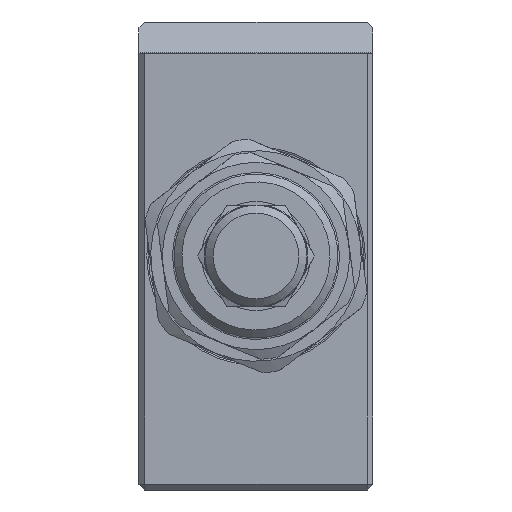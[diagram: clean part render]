
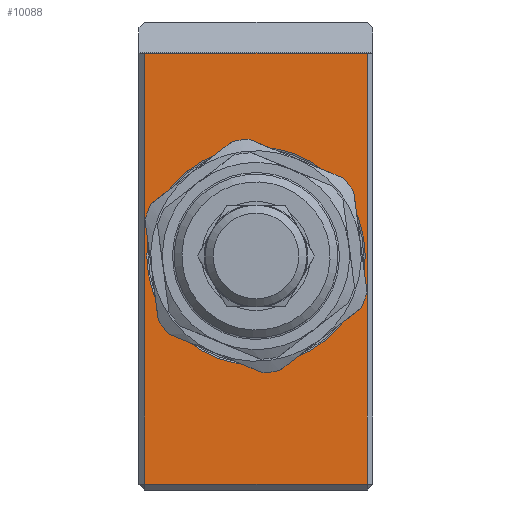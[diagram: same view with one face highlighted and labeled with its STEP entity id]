
A CAD part, left-side view. The second image highlights one B-rep face of the part: STEP entity #10088.
In plain terms, the highlighted planar face has unit normal (-1, 0, 0).
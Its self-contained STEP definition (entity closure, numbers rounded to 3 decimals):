
#206=LINE('',#14125,#486);
#207=LINE('',#14127,#487);
#208=LINE('',#14129,#488);
#209=LINE('',#14131,#489);
#486=VECTOR('',#11348,1000.);
#487=VECTOR('',#11349,1000.);
#488=VECTOR('',#11350,1000.);
#489=VECTOR('',#11351,1000.);
#766=CIRCLE('',#10607,14.);
#1039=PLANE('',#10606);
#1393=ORIENTED_EDGE('',*,*,#3371,.T.);
#1394=ORIENTED_EDGE('',*,*,#3372,.T.);
#1395=ORIENTED_EDGE('',*,*,#3373,.F.);
#1396=ORIENTED_EDGE('',*,*,#3374,.T.);
#1397=ORIENTED_EDGE('',*,*,#3375,.T.);
#3371=EDGE_CURVE('',#4361,#4361,#766,.T.);
#3372=EDGE_CURVE('',#4359,#4362,#206,.T.);
#3373=EDGE_CURVE('',#4363,#4362,#207,.T.);
#3374=EDGE_CURVE('',#4363,#4364,#208,.T.);
#3375=EDGE_CURVE('',#4364,#4359,#209,.T.);
#4359=VERTEX_POINT('',#14118);
#4361=VERTEX_POINT('',#14124);
#4362=VERTEX_POINT('',#14126);
#4363=VERTEX_POINT('',#14128);
#4364=VERTEX_POINT('',#14130);
#5373=EDGE_LOOP('',(#1393));
#5374=EDGE_LOOP('',(#1394,#1395,#1396,#1397));
#6011=FACE_BOUND('',#5373,.T.);
#6012=FACE_BOUND('',#5374,.T.);
#10088=ADVANCED_FACE('',(#6011,#6012),#1039,.F.);
#10606=AXIS2_PLACEMENT_3D('',#14122,#11344,#11345);
#10607=AXIS2_PLACEMENT_3D('',#14123,#11346,#11347);
#11344=DIRECTION('',(1.,0.,0.));
#11345=DIRECTION('',(0.,0.,-1.));
#11346=DIRECTION('',(1.,0.,0.));
#11347=DIRECTION('',(0.,0.,1.));
#11348=DIRECTION('',(0.,0.,1.));
#11349=DIRECTION('',(0.,-1.,0.));
#11350=DIRECTION('',(0.,0.,-1.));
#11351=DIRECTION('',(0.,-1.,0.));
#14118=CARTESIAN_POINT('',(-75.5,-14.25,-29.25));
#14122=CARTESIAN_POINT('',(-75.5,-15.,30.));
#14123=CARTESIAN_POINT('',(-75.5,0.,0.));
#14124=CARTESIAN_POINT('',(-75.5,0.,14.));
#14125=CARTESIAN_POINT('',(-75.5,-14.25,30.));
#14126=CARTESIAN_POINT('',(-75.5,-14.25,26.));
#14127=CARTESIAN_POINT('',(-75.5,150.23,26.));
#14128=CARTESIAN_POINT('',(-75.5,14.25,26.));
#14129=CARTESIAN_POINT('',(-75.5,14.25,30.));
#14130=CARTESIAN_POINT('',(-75.5,14.25,-29.25));
#14131=CARTESIAN_POINT('',(-75.5,-15.,-29.25));
